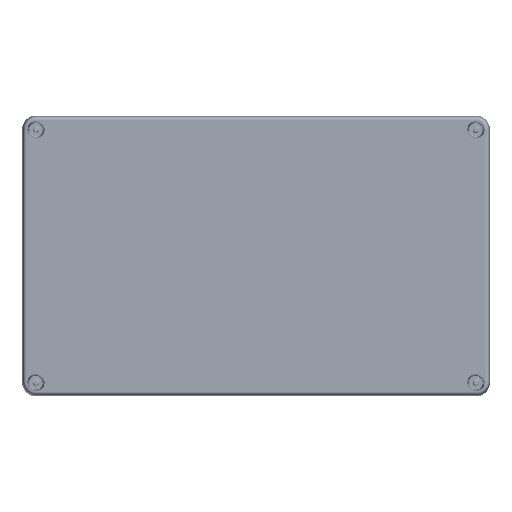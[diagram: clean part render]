
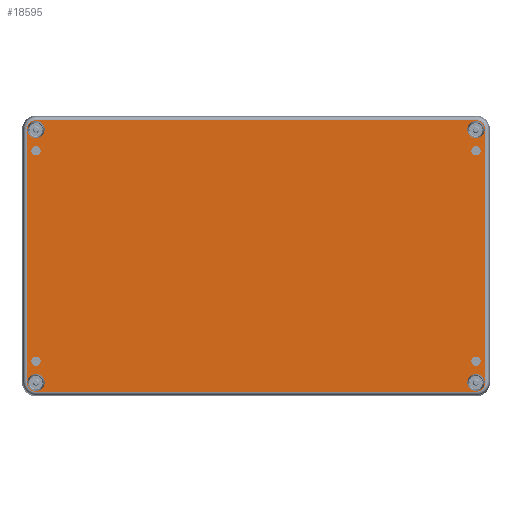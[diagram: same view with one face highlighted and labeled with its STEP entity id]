
A CAD part, front view. The second image highlights one B-rep face of the part: STEP entity #18595.
In plain terms, the highlighted planar face has unit normal (0, -1, 0).
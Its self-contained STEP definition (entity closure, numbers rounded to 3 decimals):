
#1478=FACE_BOUND('',#2716,.T.);
#1479=FACE_BOUND('',#2717,.T.);
#1480=FACE_BOUND('',#2718,.T.);
#1481=FACE_BOUND('',#2719,.T.);
#1482=FACE_BOUND('',#2720,.T.);
#1483=FACE_BOUND('',#2721,.T.);
#1484=FACE_BOUND('',#2722,.T.);
#1485=FACE_BOUND('',#2723,.T.);
#1560=FACE_OUTER_BOUND('',#2715,.T.);
#2715=EDGE_LOOP('',(#11981,#11982,#11983,#11984,#11985,#11986,#11987,#11988));
#2716=EDGE_LOOP('',(#11989));
#2717=EDGE_LOOP('',(#11990));
#2718=EDGE_LOOP('',(#11991));
#2719=EDGE_LOOP('',(#11992));
#2720=EDGE_LOOP('',(#11993));
#2721=EDGE_LOOP('',(#11994));
#2722=EDGE_LOOP('',(#11995));
#2723=EDGE_LOOP('',(#11996));
#3972=LINE('',#28277,#5149);
#3973=LINE('',#28281,#5150);
#3974=LINE('',#28285,#5151);
#3975=LINE('',#28289,#5152);
#5149=VECTOR('',#22208,187.96);
#5150=VECTOR('',#22211,107.95);
#5151=VECTOR('',#22214,187.96);
#5152=VECTOR('',#22217,107.95);
#6320=CIRCLE('',#19878,1.969);
#6322=CIRCLE('',#19881,1.969);
#6324=CIRCLE('',#19884,1.969);
#6326=CIRCLE('',#19887,1.969);
#6328=CIRCLE('',#19890,4.036);
#6329=CIRCLE('',#19891,4.036);
#6330=CIRCLE('',#19892,4.036);
#6331=CIRCLE('',#19893,4.036);
#6332=CIRCLE('',#19894,3.684);
#6333=CIRCLE('',#19895,3.684);
#6334=CIRCLE('',#19896,3.684);
#6335=CIRCLE('',#19897,3.684);
#7511=VERTEX_POINT('',#28251);
#7513=VERTEX_POINT('',#28257);
#7515=VERTEX_POINT('',#28263);
#7517=VERTEX_POINT('',#28269);
#7519=VERTEX_POINT('',#28275);
#7520=VERTEX_POINT('',#28276);
#7521=VERTEX_POINT('',#28278);
#7522=VERTEX_POINT('',#28280);
#7523=VERTEX_POINT('',#28282);
#7524=VERTEX_POINT('',#28284);
#7525=VERTEX_POINT('',#28286);
#7526=VERTEX_POINT('',#28288);
#7527=VERTEX_POINT('',#28291);
#7528=VERTEX_POINT('',#28293);
#7529=VERTEX_POINT('',#28295);
#7530=VERTEX_POINT('',#28297);
#9223=EDGE_CURVE('',#7511,#7511,#6320,.T.);
#9226=EDGE_CURVE('',#7513,#7513,#6322,.T.);
#9229=EDGE_CURVE('',#7515,#7515,#6324,.T.);
#9232=EDGE_CURVE('',#7517,#7517,#6326,.T.);
#9235=EDGE_CURVE('',#7519,#7520,#3972,.F.);
#9236=EDGE_CURVE('',#7520,#7521,#6328,.F.);
#9237=EDGE_CURVE('',#7521,#7522,#3973,.F.);
#9238=EDGE_CURVE('',#7522,#7523,#6329,.F.);
#9239=EDGE_CURVE('',#7523,#7524,#3974,.F.);
#9240=EDGE_CURVE('',#7524,#7525,#6330,.F.);
#9241=EDGE_CURVE('',#7525,#7526,#3975,.F.);
#9242=EDGE_CURVE('',#7526,#7519,#6331,.F.);
#9243=EDGE_CURVE('',#7527,#7527,#6332,.T.);
#9244=EDGE_CURVE('',#7528,#7528,#6333,.F.);
#9245=EDGE_CURVE('',#7529,#7529,#6334,.F.);
#9246=EDGE_CURVE('',#7530,#7530,#6335,.T.);
#11981=ORIENTED_EDGE('',*,*,#9235,.T.);
#11982=ORIENTED_EDGE('',*,*,#9236,.T.);
#11983=ORIENTED_EDGE('',*,*,#9237,.T.);
#11984=ORIENTED_EDGE('',*,*,#9238,.T.);
#11985=ORIENTED_EDGE('',*,*,#9239,.T.);
#11986=ORIENTED_EDGE('',*,*,#9240,.T.);
#11987=ORIENTED_EDGE('',*,*,#9241,.T.);
#11988=ORIENTED_EDGE('',*,*,#9242,.T.);
#11989=ORIENTED_EDGE('',*,*,#9223,.T.);
#11990=ORIENTED_EDGE('',*,*,#9243,.T.);
#11991=ORIENTED_EDGE('',*,*,#9244,.F.);
#11992=ORIENTED_EDGE('',*,*,#9245,.F.);
#11993=ORIENTED_EDGE('',*,*,#9232,.T.);
#11994=ORIENTED_EDGE('',*,*,#9246,.T.);
#11995=ORIENTED_EDGE('',*,*,#9229,.F.);
#11996=ORIENTED_EDGE('',*,*,#9226,.F.);
#17193=PLANE('',#19889);
#18595=ADVANCED_FACE('',(#1560,#1478,#1479,#1480,#1481,#1482,#1483,#1484,
#1485),#17193,.F.);
#19878=AXIS2_PLACEMENT_3D('',#28252,#22180,#22181);
#19881=AXIS2_PLACEMENT_3D('',#28258,#22187,#22188);
#19884=AXIS2_PLACEMENT_3D('',#28264,#22194,#22195);
#19887=AXIS2_PLACEMENT_3D('',#28270,#22201,#22202);
#19889=AXIS2_PLACEMENT_3D('',#28274,#22206,#22207);
#19890=AXIS2_PLACEMENT_3D('',#28279,#22209,#22210);
#19891=AXIS2_PLACEMENT_3D('',#28283,#22212,#22213);
#19892=AXIS2_PLACEMENT_3D('',#28287,#22215,#22216);
#19893=AXIS2_PLACEMENT_3D('',#28290,#22218,#22219);
#19894=AXIS2_PLACEMENT_3D('',#28292,#22220,#22221);
#19895=AXIS2_PLACEMENT_3D('',#28294,#22222,#22223);
#19896=AXIS2_PLACEMENT_3D('',#28296,#22224,#22225);
#19897=AXIS2_PLACEMENT_3D('',#28298,#22226,#22227);
#22180=DIRECTION('center_axis',(0.,1.,0.));
#22181=DIRECTION('ref_axis',(0.,0.,-1.));
#22187=DIRECTION('center_axis',(0.,-1.,0.));
#22188=DIRECTION('ref_axis',(0.,0.,-1.));
#22194=DIRECTION('center_axis',(0.,-1.,0.));
#22195=DIRECTION('ref_axis',(0.,0.,1.));
#22201=DIRECTION('center_axis',(0.,1.,0.));
#22202=DIRECTION('ref_axis',(0.,0.,1.));
#22206=DIRECTION('center_axis',(0.,1.,0.));
#22207=DIRECTION('ref_axis',(0.,0.,1.));
#22208=DIRECTION('',(1.,0.,0.));
#22209=DIRECTION('center_axis',(0.,1.,0.));
#22210=DIRECTION('ref_axis',(0.,0.,1.));
#22211=DIRECTION('',(0.,0.,1.));
#22212=DIRECTION('center_axis',(0.,1.,0.));
#22213=DIRECTION('ref_axis',(0.,0.,1.));
#22214=DIRECTION('',(-1.,0.,0.));
#22215=DIRECTION('center_axis',(0.,1.,0.));
#22216=DIRECTION('ref_axis',(0.,0.,1.));
#22217=DIRECTION('',(0.,0.,-1.));
#22218=DIRECTION('center_axis',(0.,1.,0.));
#22219=DIRECTION('ref_axis',(0.,0.,1.));
#22220=DIRECTION('center_axis',(0.,1.,0.));
#22221=DIRECTION('ref_axis',(0.,0.,1.));
#22222=DIRECTION('center_axis',(0.,1.,0.));
#22223=DIRECTION('ref_axis',(0.,0.,1.));
#22224=DIRECTION('center_axis',(0.,1.,0.));
#22225=DIRECTION('ref_axis',(0.,0.,1.));
#22226=DIRECTION('center_axis',(0.,1.,0.));
#22227=DIRECTION('ref_axis',(0.,0.,1.));
#28251=CARTESIAN_POINT('',(94.005,-59.995,43.015));
#28252=CARTESIAN_POINT('Origin',(94.005,-59.995,44.983));
#28257=CARTESIAN_POINT('',(-94.005,-59.995,43.015));
#28258=CARTESIAN_POINT('Origin',(-94.005,-59.995,44.983));
#28263=CARTESIAN_POINT('',(94.005,-59.995,-46.952));
#28264=CARTESIAN_POINT('Origin',(94.005,-59.995,-44.983));
#28269=CARTESIAN_POINT('',(-94.005,-59.995,-46.952));
#28270=CARTESIAN_POINT('Origin',(-94.005,-59.995,-44.983));
#28274=CARTESIAN_POINT('Origin',(-93.98,-59.995,53.975));
#28275=CARTESIAN_POINT('',(93.98,-59.995,58.011));
#28276=CARTESIAN_POINT('',(-93.98,-59.995,58.011));
#28277=CARTESIAN_POINT('',(-93.98,-59.995,58.011));
#28278=CARTESIAN_POINT('',(-98.016,-59.995,53.975));
#28279=CARTESIAN_POINT('Origin',(-93.98,-59.995,53.975));
#28280=CARTESIAN_POINT('',(-98.016,-59.995,-53.975));
#28281=CARTESIAN_POINT('',(-98.016,-59.995,-53.975));
#28282=CARTESIAN_POINT('',(-93.98,-59.995,-58.011));
#28283=CARTESIAN_POINT('Origin',(-93.98,-59.995,-53.975));
#28284=CARTESIAN_POINT('',(93.98,-59.995,-58.011));
#28285=CARTESIAN_POINT('',(93.98,-59.995,-58.011));
#28286=CARTESIAN_POINT('',(98.016,-59.995,-53.975));
#28287=CARTESIAN_POINT('Origin',(93.98,-59.995,-53.975));
#28288=CARTESIAN_POINT('',(98.016,-59.995,53.975));
#28289=CARTESIAN_POINT('',(98.016,-59.995,53.975));
#28290=CARTESIAN_POINT('Origin',(93.98,-59.995,53.975));
#28291=CARTESIAN_POINT('',(94.005,-59.995,57.684));
#28292=CARTESIAN_POINT('Origin',(94.005,-59.995,54.));
#28293=CARTESIAN_POINT('',(-94.005,-59.995,57.684));
#28294=CARTESIAN_POINT('Origin',(-94.005,-59.995,54.));
#28295=CARTESIAN_POINT('',(94.005,-59.995,-57.684));
#28296=CARTESIAN_POINT('Origin',(94.005,-59.995,-54.));
#28297=CARTESIAN_POINT('',(-94.005,-59.995,-57.684));
#28298=CARTESIAN_POINT('Origin',(-94.005,-59.995,-54.));
